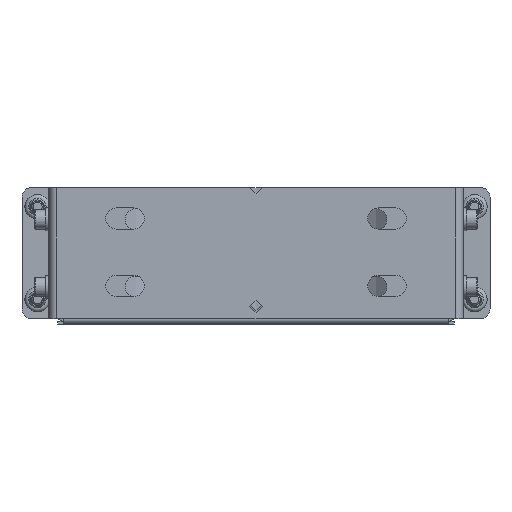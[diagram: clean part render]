
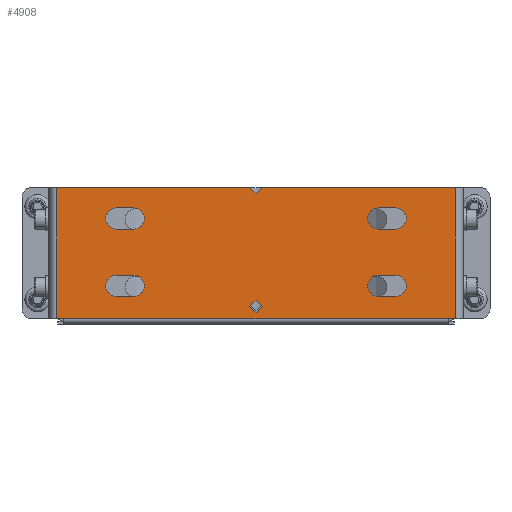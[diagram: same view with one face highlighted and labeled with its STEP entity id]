
A CAD part, front view. The second image highlights one B-rep face of the part: STEP entity #4908.
In plain terms, the highlighted planar face has unit normal (0, -1, 0).
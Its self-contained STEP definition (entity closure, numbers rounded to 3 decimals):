
#438=LINE('',#7835,#822);
#442=LINE('',#7846,#826);
#446=LINE('',#7859,#830);
#450=LINE('',#7870,#834);
#466=LINE('',#7915,#850);
#470=LINE('',#7926,#854);
#474=LINE('',#7939,#858);
#478=LINE('',#7950,#862);
#480=LINE('',#7955,#864);
#484=LINE('',#7963,#868);
#487=LINE('',#7969,#871);
#490=LINE('',#7974,#874);
#492=LINE('',#7979,#876);
#496=LINE('',#7987,#880);
#501=LINE('',#7996,#885);
#502=LINE('',#7999,#886);
#503=LINE('',#8001,#887);
#504=LINE('',#8003,#888);
#505=LINE('',#8004,#889);
#822=VECTOR('',#6458,9.);
#826=VECTOR('',#6470,9.);
#830=VECTOR('',#6482,9.);
#834=VECTOR('',#6494,9.);
#850=VECTOR('',#6542,9.);
#854=VECTOR('',#6554,9.);
#858=VECTOR('',#6566,9.);
#862=VECTOR('',#6578,9.);
#864=VECTOR('',#6582,4.5);
#868=VECTOR('',#6588,4.5);
#871=VECTOR('',#6593,4.5);
#874=VECTOR('',#6598,4.5);
#876=VECTOR('',#6602,4.5);
#880=VECTOR('',#6608,4.5);
#885=VECTOR('',#6615,100.318);
#886=VECTOR('',#6618,68.);
#887=VECTOR('',#6619,207.);
#888=VECTOR('',#6620,68.);
#889=VECTOR('',#6621,100.318);
#1064=PLANE('',#5373);
#1208=FACE_BOUND('',#1838,.T.);
#1209=FACE_BOUND('',#1839,.T.);
#1210=FACE_BOUND('',#1840,.T.);
#1211=FACE_BOUND('',#1841,.T.);
#1212=FACE_BOUND('',#1842,.T.);
#1456=FACE_OUTER_BOUND('',#1837,.T.);
#1837=EDGE_LOOP('',(#4048,#4049,#4050,#4051,#4052,#4053,#4054));
#1838=EDGE_LOOP('',(#4055,#4056,#4057,#4058));
#1839=EDGE_LOOP('',(#4059,#4060,#4061,#4062));
#1840=EDGE_LOOP('',(#4063,#4064,#4065,#4066));
#1841=EDGE_LOOP('',(#4067,#4068,#4069,#4070));
#1842=EDGE_LOOP('',(#4071,#4072,#4073,#4074));
#2085=CIRCLE('',#5323,5.5);
#2087=CIRCLE('',#5327,5.5);
#2089=CIRCLE('',#5331,5.5);
#2091=CIRCLE('',#5335,5.5);
#2097=CIRCLE('',#5351,5.5);
#2099=CIRCLE('',#5355,5.5);
#2101=CIRCLE('',#5359,5.5);
#2103=CIRCLE('',#5363,5.5);
#2429=VERTEX_POINT('',#7825);
#2430=VERTEX_POINT('',#7826);
#2433=VERTEX_POINT('',#7834);
#2435=VERTEX_POINT('',#7840);
#2437=VERTEX_POINT('',#7849);
#2438=VERTEX_POINT('',#7850);
#2441=VERTEX_POINT('',#7858);
#2443=VERTEX_POINT('',#7864);
#2453=VERTEX_POINT('',#7905);
#2454=VERTEX_POINT('',#7906);
#2457=VERTEX_POINT('',#7914);
#2459=VERTEX_POINT('',#7920);
#2461=VERTEX_POINT('',#7929);
#2462=VERTEX_POINT('',#7930);
#2465=VERTEX_POINT('',#7938);
#2467=VERTEX_POINT('',#7944);
#2469=VERTEX_POINT('',#7953);
#2470=VERTEX_POINT('',#7954);
#2473=VERTEX_POINT('',#7962);
#2475=VERTEX_POINT('',#7968);
#2477=VERTEX_POINT('',#7977);
#2478=VERTEX_POINT('',#7978);
#2481=VERTEX_POINT('',#7986);
#2484=VERTEX_POINT('',#7994);
#2485=VERTEX_POINT('',#7998);
#2486=VERTEX_POINT('',#8000);
#2487=VERTEX_POINT('',#8002);
#2955=EDGE_CURVE('',#2429,#2430,#2085,.T.);
#2959=EDGE_CURVE('',#2430,#2433,#438,.T.);
#2962=EDGE_CURVE('',#2433,#2435,#2087,.T.);
#2965=EDGE_CURVE('',#2435,#2429,#442,.T.);
#2967=EDGE_CURVE('',#2437,#2438,#2089,.T.);
#2971=EDGE_CURVE('',#2438,#2441,#446,.T.);
#2974=EDGE_CURVE('',#2441,#2443,#2091,.T.);
#2977=EDGE_CURVE('',#2443,#2437,#450,.T.);
#2995=EDGE_CURVE('',#2453,#2454,#2097,.T.);
#2999=EDGE_CURVE('',#2457,#2453,#466,.T.);
#3002=EDGE_CURVE('',#2459,#2457,#2099,.T.);
#3005=EDGE_CURVE('',#2454,#2459,#470,.T.);
#3007=EDGE_CURVE('',#2461,#2462,#2101,.T.);
#3011=EDGE_CURVE('',#2465,#2461,#474,.T.);
#3014=EDGE_CURVE('',#2467,#2465,#2103,.T.);
#3017=EDGE_CURVE('',#2462,#2467,#478,.T.);
#3019=EDGE_CURVE('',#2469,#2470,#480,.T.);
#3023=EDGE_CURVE('',#2473,#2469,#484,.T.);
#3026=EDGE_CURVE('',#2475,#2473,#487,.T.);
#3029=EDGE_CURVE('',#2470,#2475,#490,.T.);
#3031=EDGE_CURVE('',#2477,#2478,#492,.T.);
#3035=EDGE_CURVE('',#2481,#2477,#496,.T.);
#3040=EDGE_CURVE('',#2484,#2478,#501,.T.);
#3041=EDGE_CURVE('',#2484,#2485,#502,.T.);
#3042=EDGE_CURVE('',#2485,#2486,#503,.T.);
#3043=EDGE_CURVE('',#2486,#2487,#504,.T.);
#3044=EDGE_CURVE('',#2481,#2487,#505,.T.);
#4048=ORIENTED_EDGE('',*,*,#3035,.T.);
#4049=ORIENTED_EDGE('',*,*,#3031,.T.);
#4050=ORIENTED_EDGE('',*,*,#3040,.F.);
#4051=ORIENTED_EDGE('',*,*,#3041,.T.);
#4052=ORIENTED_EDGE('',*,*,#3042,.T.);
#4053=ORIENTED_EDGE('',*,*,#3043,.T.);
#4054=ORIENTED_EDGE('',*,*,#3044,.F.);
#4055=ORIENTED_EDGE('',*,*,#2955,.T.);
#4056=ORIENTED_EDGE('',*,*,#2959,.T.);
#4057=ORIENTED_EDGE('',*,*,#2962,.T.);
#4058=ORIENTED_EDGE('',*,*,#2965,.T.);
#4059=ORIENTED_EDGE('',*,*,#2967,.T.);
#4060=ORIENTED_EDGE('',*,*,#2971,.T.);
#4061=ORIENTED_EDGE('',*,*,#2974,.T.);
#4062=ORIENTED_EDGE('',*,*,#2977,.T.);
#4063=ORIENTED_EDGE('',*,*,#2995,.T.);
#4064=ORIENTED_EDGE('',*,*,#3005,.T.);
#4065=ORIENTED_EDGE('',*,*,#3002,.T.);
#4066=ORIENTED_EDGE('',*,*,#2999,.T.);
#4067=ORIENTED_EDGE('',*,*,#3007,.T.);
#4068=ORIENTED_EDGE('',*,*,#3017,.T.);
#4069=ORIENTED_EDGE('',*,*,#3014,.T.);
#4070=ORIENTED_EDGE('',*,*,#3011,.T.);
#4071=ORIENTED_EDGE('',*,*,#3019,.T.);
#4072=ORIENTED_EDGE('',*,*,#3029,.T.);
#4073=ORIENTED_EDGE('',*,*,#3026,.T.);
#4074=ORIENTED_EDGE('',*,*,#3023,.T.);
#4908=ADVANCED_FACE('',(#1456,#1208,#1209,#1210,#1211,#1212),#1064,.F.);
#5323=AXIS2_PLACEMENT_3D('',#7827,#6450,#6451);
#5327=AXIS2_PLACEMENT_3D('',#7841,#6463,#6464);
#5331=AXIS2_PLACEMENT_3D('',#7851,#6474,#6475);
#5335=AXIS2_PLACEMENT_3D('',#7865,#6487,#6488);
#5351=AXIS2_PLACEMENT_3D('',#7907,#6534,#6535);
#5355=AXIS2_PLACEMENT_3D('',#7921,#6547,#6548);
#5359=AXIS2_PLACEMENT_3D('',#7931,#6558,#6559);
#5363=AXIS2_PLACEMENT_3D('',#7945,#6571,#6572);
#5373=AXIS2_PLACEMENT_3D('',#7997,#6616,#6617);
#6450=DIRECTION('center_axis',(0.,1.,0.));
#6451=DIRECTION('ref_axis',(0.,0.,-1.));
#6458=DIRECTION('',(-1.,0.,0.));
#6463=DIRECTION('center_axis',(0.,1.,0.));
#6464=DIRECTION('ref_axis',(0.,0.,1.));
#6470=DIRECTION('',(1.,0.,0.));
#6474=DIRECTION('center_axis',(0.,1.,0.));
#6475=DIRECTION('ref_axis',(0.,0.,-1.));
#6482=DIRECTION('',(-1.,0.,0.));
#6487=DIRECTION('center_axis',(0.,1.,0.));
#6488=DIRECTION('ref_axis',(0.,0.,1.));
#6494=DIRECTION('',(1.,0.,0.));
#6534=DIRECTION('center_axis',(0.,1.,0.));
#6535=DIRECTION('ref_axis',(0.,0.,-1.));
#6542=DIRECTION('',(-1.,0.,0.));
#6547=DIRECTION('center_axis',(0.,1.,0.));
#6548=DIRECTION('ref_axis',(0.,0.,1.));
#6554=DIRECTION('',(1.,0.,0.));
#6558=DIRECTION('center_axis',(0.,1.,0.));
#6559=DIRECTION('ref_axis',(0.,0.,-1.));
#6566=DIRECTION('',(-1.,0.,0.));
#6571=DIRECTION('center_axis',(0.,1.,0.));
#6572=DIRECTION('ref_axis',(0.,0.,1.));
#6578=DIRECTION('',(1.,0.,0.));
#6582=DIRECTION('',(0.707,0.,-0.707));
#6588=DIRECTION('',(0.707,0.,0.707));
#6593=DIRECTION('',(-0.707,0.,0.707));
#6598=DIRECTION('',(-0.707,0.,-0.707));
#6602=DIRECTION('',(-0.707,0.,0.707));
#6608=DIRECTION('',(-0.707,0.,-0.707));
#6615=DIRECTION('',(1.,0.,0.));
#6616=DIRECTION('center_axis',(0.,1.,0.));
#6617=DIRECTION('ref_axis',(0.,0.,1.));
#6618=DIRECTION('',(0.,0.,-1.));
#6619=DIRECTION('',(1.,0.,0.));
#6620=DIRECTION('',(0.,0.,1.));
#6621=DIRECTION('',(1.,0.,0.));
#7825=CARTESIAN_POINT('',(72.5,-161.5,-11.5));
#7826=CARTESIAN_POINT('',(72.5,-161.5,-22.5));
#7827=CARTESIAN_POINT('Origin',(72.5,-161.5,-17.));
#7834=CARTESIAN_POINT('',(63.5,-161.5,-22.5));
#7835=CARTESIAN_POINT('',(31.75,-161.5,-22.5));
#7840=CARTESIAN_POINT('',(63.5,-161.5,-11.5));
#7841=CARTESIAN_POINT('Origin',(63.5,-161.5,-17.));
#7846=CARTESIAN_POINT('',(36.25,-161.5,-11.5));
#7849=CARTESIAN_POINT('',(72.5,-161.5,23.5));
#7850=CARTESIAN_POINT('',(72.5,-161.5,12.5));
#7851=CARTESIAN_POINT('Origin',(72.5,-161.5,18.));
#7858=CARTESIAN_POINT('',(63.5,-161.5,12.5));
#7859=CARTESIAN_POINT('',(31.75,-161.5,12.5));
#7864=CARTESIAN_POINT('',(63.5,-161.5,23.5));
#7865=CARTESIAN_POINT('Origin',(63.5,-161.5,18.));
#7870=CARTESIAN_POINT('',(36.25,-161.5,23.5));
#7905=CARTESIAN_POINT('',(-72.5,-161.5,-22.5));
#7906=CARTESIAN_POINT('',(-72.5,-161.5,-11.5));
#7907=CARTESIAN_POINT('Origin',(-72.5,-161.5,-17.));
#7914=CARTESIAN_POINT('',(-63.5,-161.5,-22.5));
#7915=CARTESIAN_POINT('',(-31.75,-161.5,-22.5));
#7920=CARTESIAN_POINT('',(-63.5,-161.5,-11.5));
#7921=CARTESIAN_POINT('Origin',(-63.5,-161.5,-17.));
#7926=CARTESIAN_POINT('',(-36.25,-161.5,-11.5));
#7929=CARTESIAN_POINT('',(-72.5,-161.5,12.5));
#7930=CARTESIAN_POINT('',(-72.5,-161.5,23.5));
#7931=CARTESIAN_POINT('Origin',(-72.5,-161.5,18.));
#7938=CARTESIAN_POINT('',(-63.5,-161.5,12.5));
#7939=CARTESIAN_POINT('',(-31.75,-161.5,12.5));
#7944=CARTESIAN_POINT('',(-63.5,-161.5,23.5));
#7945=CARTESIAN_POINT('Origin',(-63.5,-161.5,18.));
#7950=CARTESIAN_POINT('',(-36.25,-161.5,23.5));
#7953=CARTESIAN_POINT('',(0.,-161.5,-24.636));
#7954=CARTESIAN_POINT('',(3.182,-161.5,-27.818));
#7955=CARTESIAN_POINT('',(-6.159,-161.5,-18.477));
#7962=CARTESIAN_POINT('',(-3.182,-161.5,-27.818));
#7963=CARTESIAN_POINT('',(4.568,-161.5,-20.068));
#7968=CARTESIAN_POINT('',(0.,-161.5,-31.));
#7969=CARTESIAN_POINT('',(-7.75,-161.5,-23.25));
#7974=CARTESIAN_POINT('',(9.341,-161.5,-21.659));
#7977=CARTESIAN_POINT('',(0.,-161.5,30.818));
#7978=CARTESIAN_POINT('',(-3.182,-161.5,34.));
#7979=CARTESIAN_POINT('',(7.705,-161.5,23.114));
#7986=CARTESIAN_POINT('',(3.182,-161.5,34.));
#7987=CARTESIAN_POINT('',(-6.114,-161.5,24.705));
#7994=CARTESIAN_POINT('',(-103.5,-161.5,34.));
#7996=CARTESIAN_POINT('',(-107.5,-161.5,34.));
#7997=CARTESIAN_POINT('Origin',(0.,-161.5,0.));
#7998=CARTESIAN_POINT('',(-103.5,-161.5,-34.));
#7999=CARTESIAN_POINT('',(-103.5,-161.5,17.));
#8000=CARTESIAN_POINT('',(103.5,-161.5,-34.));
#8001=CARTESIAN_POINT('',(-107.5,-161.5,-34.));
#8002=CARTESIAN_POINT('',(103.5,-161.5,34.));
#8003=CARTESIAN_POINT('',(103.5,-161.5,-17.));
#8004=CARTESIAN_POINT('',(-107.5,-161.5,34.));
